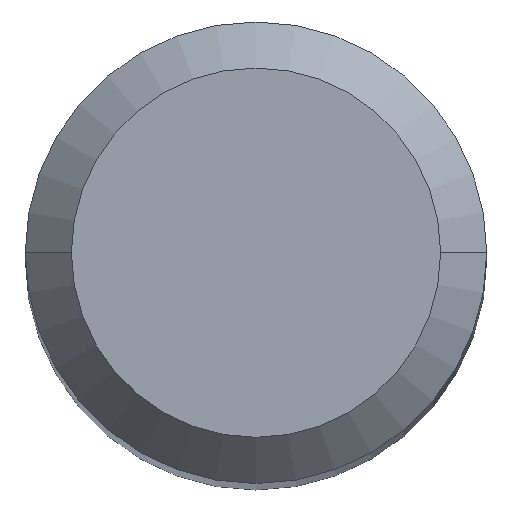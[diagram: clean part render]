
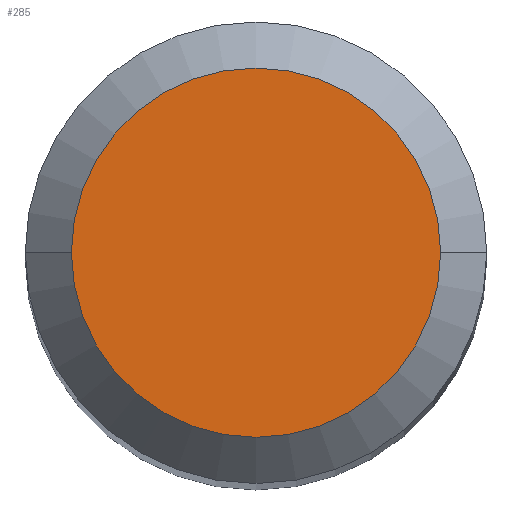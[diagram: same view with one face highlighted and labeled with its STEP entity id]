
A CAD part, top view. The second image highlights one B-rep face of the part: STEP entity #285.
In plain terms, the highlighted planar face has unit normal (0, 0, 1).
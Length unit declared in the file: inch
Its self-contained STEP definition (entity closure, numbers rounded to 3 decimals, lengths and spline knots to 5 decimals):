
#7 = EDGE_CURVE ( 'NONE', #144, #331, #61, .T. ) ;
#18 = DIRECTION ( 'NONE',  ( -1., 0., 0. ) ) ;
#24 = DIRECTION ( 'NONE',  ( 0., 0., -1. ) ) ;
#61 = CIRCLE ( 'NONE', #91, 0.04724 ) ;
#65 = ORIENTED_EDGE ( 'NONE', *, *, #7, .T. ) ;
#78 = CARTESIAN_POINT ( 'NONE',  ( 0., 0., 0. ) ) ;
#86 = DIRECTION ( 'NONE',  ( 0., 0., 1. ) ) ;
#91 = AXIS2_PLACEMENT_3D ( 'NONE', #78, #86, #232 ) ;
#96 = EDGE_CURVE ( 'NONE', #331, #144, #155, .T. ) ;
#113 = CARTESIAN_POINT ( 'NONE',  ( 0.04724, 0., 0. ) ) ;
#144 = VERTEX_POINT ( 'NONE', #457 ) ;
#155 = CIRCLE ( 'NONE', #425, 0.04724 ) ;
#215 = FACE_OUTER_BOUND ( 'NONE', #474, .T. ) ;
#232 = DIRECTION ( 'NONE',  ( 1., 0., 0. ) ) ;
#265 = CARTESIAN_POINT ( 'NONE',  ( 0., 0., 0. ) ) ;
#285 = ADVANCED_FACE ( 'NONE', ( #215 ), #366, .F. ) ;
#310 = DIRECTION ( 'NONE',  ( 1., 0., 0. ) ) ;
#316 = ORIENTED_EDGE ( 'NONE', *, *, #96, .T. ) ;
#331 = VERTEX_POINT ( 'NONE', #113 ) ;
#366 = PLANE ( 'NONE',  #441 ) ;
#387 = DIRECTION ( 'NONE',  ( 0., 0., 1. ) ) ;
#390 = CARTESIAN_POINT ( 'NONE',  ( 0., 0., 0. ) ) ;
#425 = AXIS2_PLACEMENT_3D ( 'NONE', #265, #387, #310 ) ;
#441 = AXIS2_PLACEMENT_3D ( 'NONE', #390, #24, #18 ) ;
#457 = CARTESIAN_POINT ( 'NONE',  ( -0.04724, 0., 0. ) ) ;
#474 = EDGE_LOOP ( 'NONE', ( #65, #316 ) ) ;
